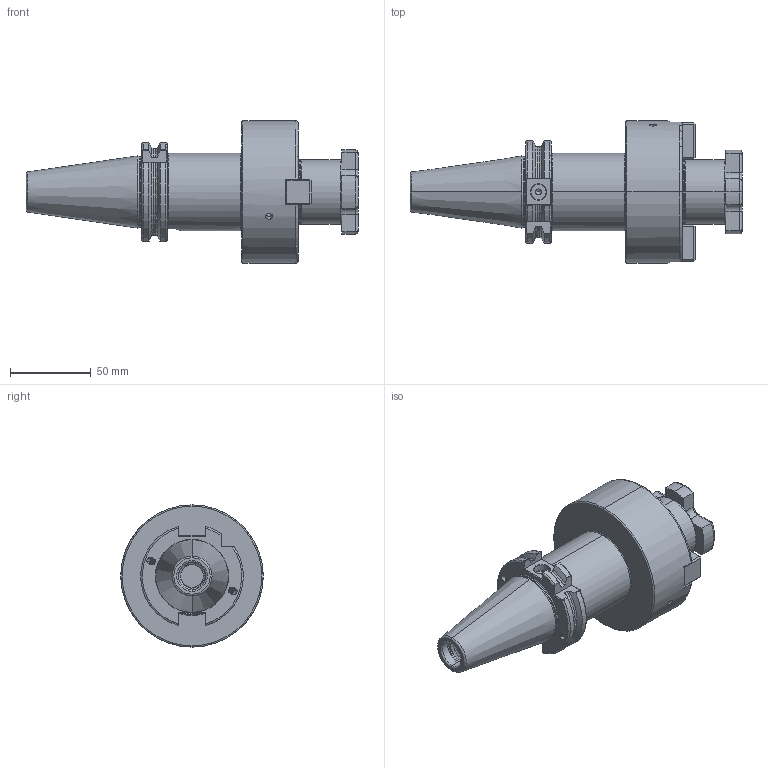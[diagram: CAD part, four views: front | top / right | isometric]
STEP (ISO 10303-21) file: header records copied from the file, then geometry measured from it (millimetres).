
FILE_DESCRIPTION (( 'STEP AP203' ), '1' );
FILE_NAME ('403.11.40.1.STEP', '2016-07-23T05:44:00', ( '' ), ( '' ), 'SwSTEP 2.0', 'SolidWorks 2012', '' );
FILE_SCHEMA (( 'CONFIG_CONTROL_DESIGN' ));
Products named in the file (5): 403.11.40.1; 102.11.32_M5xP0.8-14L; 面銑刀墊塊40; 十字螺絲FMB40
Assembly tree (6 placements, depth 2):
  403.11.40.1
    403.11.40.1
    十字螺絲FMB40
    面銑刀墊塊40  x2
    102.11.32_M5xP0.8-14L  x2
Bounding box: 205.4 x 88 x 88 mm (x, y, z)
Volume: 416728.4 mm3; surface area: 80151.8 mm2
Topology: 6 solids, 6 shells, 767 faces, 2023 edges, 1258 vertices
Faces by surface type: cylinder 379, plane 162, cone 103, torus 66, bspline 57
Entity records: 47056 total; most frequent: CARTESIAN_POINT 32057, ORIENTED_EDGE 3518, DIRECTION 2538, EDGE_CURVE 1759, VERTEX_POINT 1113, AXIS2_PLACEMENT_3D 963, EDGE_LOOP 696, FACE_OUTER_BOUND 667
